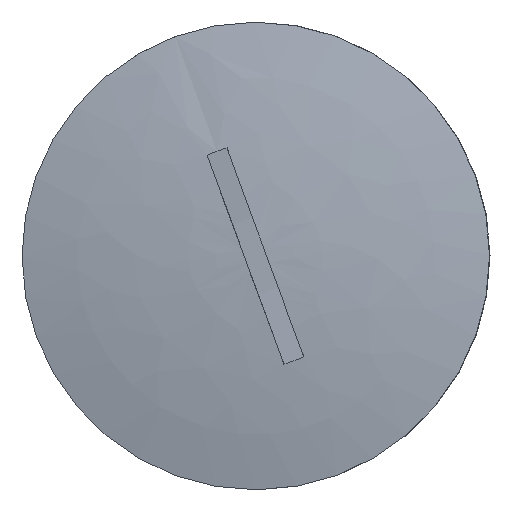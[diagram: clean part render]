
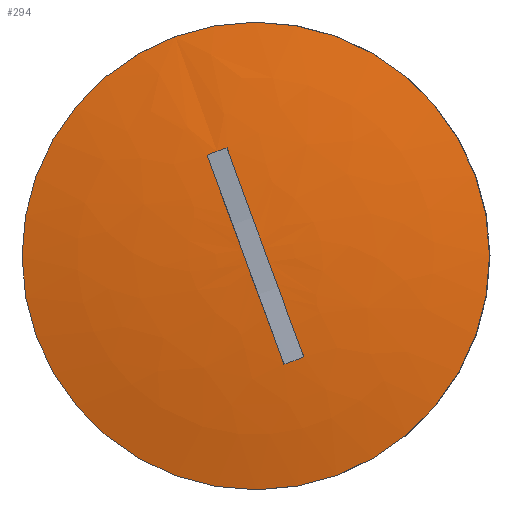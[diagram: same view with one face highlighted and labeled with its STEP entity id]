
A CAD part, left-side view. The second image highlights one B-rep face of the part: STEP entity #294.
In plain terms, the highlighted free-form (B-spline) face has degree [2, 2] with [3, 9] control points.
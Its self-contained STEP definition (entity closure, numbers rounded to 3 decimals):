
#28=(
BOUNDED_CURVE()
B_SPLINE_CURVE(2,(#1385,#1386,#1387),.UNSPECIFIED.,.F.,.F.)
B_SPLINE_CURVE_WITH_KNOTS((3,3),(1.363,1.467),
 .UNSPECIFIED.)
CURVE()
GEOMETRIC_REPRESENTATION_ITEM()
RATIONAL_B_SPLINE_CURVE((1.,0.998,0.998))
REPRESENTATION_ITEM('')
);
#29=(
BOUNDED_SURFACE()
B_SPLINE_SURFACE(2,2,((#1354,#1355,#1356,#1357,#1358,#1359,#1360,#1361,
#1362),(#1363,#1364,#1365,#1366,#1367,#1368,#1369,#1370,#1371),(#1372,#1373,
#1374,#1375,#1376,#1377,#1378,#1379,#1380)),.UNSPECIFIED.,.F.,.T.,.F.)
B_SPLINE_SURFACE_WITH_KNOTS((3,3),(3,2,2,2,3),(-1.552,-1.363),
(-3.142,-1.571,0.,1.571,3.142),
 .UNSPECIFIED.)
GEOMETRIC_REPRESENTATION_ITEM()
RATIONAL_B_SPLINE_SURFACE(((1.,0.707,1.,0.707,1.,
0.707,1.,0.707,1.),(0.996,0.704,
0.996,0.704,0.996,0.704,
0.996,0.704,0.996),(1.,0.707,
1.,0.707,1.,0.707,1.,0.707,1.)))
REPRESENTATION_ITEM('')
SURFACE()
);
#30=LINE('',#1329,#34);
#31=LINE('',#1330,#35);
#32=LINE('',#1345,#36);
#33=LINE('',#1346,#37);
#34=VECTOR('',#415,10.);
#35=VECTOR('',#416,10.);
#36=VECTOR('',#419,10.);
#37=VECTOR('',#420,10.);
#64=B_SPLINE_CURVE_WITH_KNOTS('',3,(#1318,#1319,#1320,#1321,#1322,#1323,
#1324,#1325,#1326,#1327,#1328),.UNSPECIFIED.,.F.,.F.,(4,2,3,2,4),(-1.011,
-0.519,0.,0.519,1.011),.UNSPECIFIED.);
#65=B_SPLINE_CURVE_WITH_KNOTS('',3,(#1334,#1335,#1336,#1337,#1338,#1339,
#1340,#1341,#1342,#1343,#1344),.UNSPECIFIED.,.F.,.F.,(4,2,3,2,4),(-1.011,
-0.519,0.,0.519,1.011),.UNSPECIFIED.);
#79=FACE_OUTER_BOUND('',#101,.T.);
#101=EDGE_LOOP('',(#243,#244,#245,#246,#247,#248,#249,#250,#251,#252,#253,
#254,#255,#256));
#115=CIRCLE('',#339,21.349);
#116=CIRCLE('',#340,21.349);
#118=CIRCLE('',#342,21.349);
#119=CIRCLE('',#343,21.349);
#128=CIRCLE('',#360,22.);
#129=CIRCLE('',#361,22.);
#137=VERTEX_POINT('',#472);
#138=VERTEX_POINT('',#473);
#139=VERTEX_POINT('',#475);
#140=VERTEX_POINT('',#477);
#141=VERTEX_POINT('',#479);
#142=VERTEX_POINT('',#481);
#152=VERTEX_POINT('',#1316);
#153=VERTEX_POINT('',#1317);
#154=VERTEX_POINT('',#1332);
#155=VERTEX_POINT('',#1333);
#158=VERTEX_POINT('',#1381);
#159=VERTEX_POINT('',#1382);
#166=EDGE_CURVE('',#137,#138,#115,.T.);
#167=EDGE_CURVE('',#139,#137,#116,.T.);
#169=EDGE_CURVE('',#141,#140,#118,.T.);
#170=EDGE_CURVE('',#142,#141,#119,.T.);
#185=EDGE_CURVE('',#152,#153,#64,.T.);
#186=EDGE_CURVE('',#138,#152,#30,.T.);
#187=EDGE_CURVE('',#153,#142,#31,.T.);
#188=EDGE_CURVE('',#154,#155,#65,.T.);
#189=EDGE_CURVE('',#140,#154,#32,.T.);
#190=EDGE_CURVE('',#155,#139,#33,.T.);
#193=EDGE_CURVE('',#158,#159,#128,.T.);
#194=EDGE_CURVE('',#159,#158,#129,.T.);
#195=EDGE_CURVE('',#159,#137,#28,.T.);
#243=ORIENTED_EDGE('',*,*,#193,.F.);
#244=ORIENTED_EDGE('',*,*,#194,.F.);
#245=ORIENTED_EDGE('',*,*,#195,.T.);
#246=ORIENTED_EDGE('',*,*,#166,.T.);
#247=ORIENTED_EDGE('',*,*,#186,.T.);
#248=ORIENTED_EDGE('',*,*,#185,.T.);
#249=ORIENTED_EDGE('',*,*,#187,.T.);
#250=ORIENTED_EDGE('',*,*,#170,.T.);
#251=ORIENTED_EDGE('',*,*,#169,.T.);
#252=ORIENTED_EDGE('',*,*,#189,.T.);
#253=ORIENTED_EDGE('',*,*,#188,.T.);
#254=ORIENTED_EDGE('',*,*,#190,.T.);
#255=ORIENTED_EDGE('',*,*,#167,.T.);
#256=ORIENTED_EDGE('',*,*,#195,.F.);
#294=ADVANCED_FACE('',(#79),#29,.F.);
#339=AXIS2_PLACEMENT_3D('',#474,#385,#386);
#340=AXIS2_PLACEMENT_3D('',#476,#387,#388);
#342=AXIS2_PLACEMENT_3D('',#480,#391,#392);
#343=AXIS2_PLACEMENT_3D('',#482,#393,#394);
#360=AXIS2_PLACEMENT_3D('',#1383,#431,#432);
#361=AXIS2_PLACEMENT_3D('',#1384,#433,#434);
#385=DIRECTION('center_axis',(0.994,0.,0.109));
#386=DIRECTION('ref_axis',(-0.108,-0.047,0.993));
#387=DIRECTION('center_axis',(0.994,0.,0.109));
#388=DIRECTION('ref_axis',(-0.109,0.,0.994));
#391=DIRECTION('center_axis',(0.994,0.,-0.109));
#392=DIRECTION('ref_axis',(-0.108,0.047,-0.993));
#393=DIRECTION('center_axis',(0.994,0.,-0.109));
#394=DIRECTION('ref_axis',(-0.109,0.,-0.994));
#415=DIRECTION('',(-0.104,0.,-0.995));
#416=DIRECTION('',(0.104,0.,-0.995));
#419=DIRECTION('',(-0.104,0.,0.995));
#420=DIRECTION('',(0.104,0.,0.995));
#431=DIRECTION('center_axis',(1.,0.,0.));
#432=DIRECTION('ref_axis',(0.,0.,-1.));
#433=DIRECTION('center_axis',(1.,0.,0.));
#434=DIRECTION('ref_axis',(0.,0.,-1.));
#472=CARTESIAN_POINT('',(-12.4,0.,10.5));
#473=CARTESIAN_POINT('',(-12.397,-1.,10.477));
#474=CARTESIAN_POINT('Origin',(-10.083,0.,
-10.722));
#475=CARTESIAN_POINT('',(-12.397,1.,10.477));
#476=CARTESIAN_POINT('Origin',(-10.083,0.,-10.722));
#477=CARTESIAN_POINT('',(-12.397,1.,-10.477));
#479=CARTESIAN_POINT('',(-12.4,0.,-10.5));
#480=CARTESIAN_POINT('Origin',(-10.083,0.,10.722));
#481=CARTESIAN_POINT('',(-12.397,-1.,-10.477));
#482=CARTESIAN_POINT('Origin',(-10.083,0.,10.722));
#1316=CARTESIAN_POINT('',(-12.4,-1.,10.452));
#1317=CARTESIAN_POINT('',(-12.4,-1.,-10.452));
#1318=CARTESIAN_POINT('Ctrl Pts',(-12.4,-1.,10.452));
#1319=CARTESIAN_POINT('Ctrl Pts',(-12.581,-1.,
8.716));
#1320=CARTESIAN_POINT('Ctrl Pts',(-12.718,-1.,6.994));
#1321=CARTESIAN_POINT('Ctrl Pts',(-12.919,-1.,
3.5));
#1322=CARTESIAN_POINT('Ctrl Pts',(-12.985,-1.,
1.731));
#1323=CARTESIAN_POINT('Ctrl Pts',(-12.985,-1.,
0.));
#1324=CARTESIAN_POINT('Ctrl Pts',(-12.985,-1.,-1.731));
#1325=CARTESIAN_POINT('Ctrl Pts',(-12.919,-1.,-3.5));
#1326=CARTESIAN_POINT('Ctrl Pts',(-12.718,-1.,-6.994));
#1327=CARTESIAN_POINT('Ctrl Pts',(-12.581,-1.,-8.716));
#1328=CARTESIAN_POINT('Ctrl Pts',(-12.4,-1.,-10.452));
#1329=CARTESIAN_POINT('',(-12.397,-1.,10.477));
#1330=CARTESIAN_POINT('',(-12.4,-1.,-10.452));
#1332=CARTESIAN_POINT('',(-12.4,1.,-10.452));
#1333=CARTESIAN_POINT('',(-12.4,1.,10.452));
#1334=CARTESIAN_POINT('Ctrl Pts',(-12.4,1.,-10.452));
#1335=CARTESIAN_POINT('Ctrl Pts',(-12.581,1.,-8.716));
#1336=CARTESIAN_POINT('Ctrl Pts',(-12.718,1.,-6.994));
#1337=CARTESIAN_POINT('Ctrl Pts',(-12.919,1.,-3.5));
#1338=CARTESIAN_POINT('Ctrl Pts',(-12.985,1.,-1.731));
#1339=CARTESIAN_POINT('Ctrl Pts',(-12.985,1.,0.));
#1340=CARTESIAN_POINT('Ctrl Pts',(-12.985,1.,1.731));
#1341=CARTESIAN_POINT('Ctrl Pts',(-12.919,1.,3.5));
#1342=CARTESIAN_POINT('Ctrl Pts',(-12.718,1.,6.994));
#1343=CARTESIAN_POINT('Ctrl Pts',(-12.581,1.,8.716));
#1344=CARTESIAN_POINT('Ctrl Pts',(-12.4,1.,10.452));
#1345=CARTESIAN_POINT('',(-12.397,1.,-10.477));
#1346=CARTESIAN_POINT('',(-12.4,1.,10.452));
#1354=CARTESIAN_POINT('Ctrl Pts',(-12.985,0.,1.));
#1355=CARTESIAN_POINT('Ctrl Pts',(-12.985,-1.,1.));
#1356=CARTESIAN_POINT('Ctrl Pts',(-12.985,-1.,0.));
#1357=CARTESIAN_POINT('Ctrl Pts',(-12.985,-1.,-1.));
#1358=CARTESIAN_POINT('Ctrl Pts',(-12.985,0.,-1.));
#1359=CARTESIAN_POINT('Ctrl Pts',(-12.985,1.,-1.));
#1360=CARTESIAN_POINT('Ctrl Pts',(-12.985,1.,0.));
#1361=CARTESIAN_POINT('Ctrl Pts',(-12.985,1.,1.));
#1362=CARTESIAN_POINT('Ctrl Pts',(-12.985,0.,1.));
#1363=CARTESIAN_POINT('Ctrl Pts',(-12.784,0.,11.614));
#1364=CARTESIAN_POINT('Ctrl Pts',(-12.784,-11.614,11.614));
#1365=CARTESIAN_POINT('Ctrl Pts',(-12.784,-11.614,0.));
#1366=CARTESIAN_POINT('Ctrl Pts',(-12.784,-11.614,-11.614));
#1367=CARTESIAN_POINT('Ctrl Pts',(-12.784,0.,-11.614));
#1368=CARTESIAN_POINT('Ctrl Pts',(-12.784,11.614,-11.614));
#1369=CARTESIAN_POINT('Ctrl Pts',(-12.784,11.614,0.));
#1370=CARTESIAN_POINT('Ctrl Pts',(-12.784,11.614,11.614));
#1371=CARTESIAN_POINT('Ctrl Pts',(-12.784,0.,11.614));
#1372=CARTESIAN_POINT('Ctrl Pts',(-10.59,0.,22.));
#1373=CARTESIAN_POINT('Ctrl Pts',(-10.59,-22.,22.));
#1374=CARTESIAN_POINT('Ctrl Pts',(-10.59,-22.,0.));
#1375=CARTESIAN_POINT('Ctrl Pts',(-10.59,-22.,-22.));
#1376=CARTESIAN_POINT('Ctrl Pts',(-10.59,0.,-22.));
#1377=CARTESIAN_POINT('Ctrl Pts',(-10.59,22.,-22.));
#1378=CARTESIAN_POINT('Ctrl Pts',(-10.59,22.,0.));
#1379=CARTESIAN_POINT('Ctrl Pts',(-10.59,22.,22.));
#1380=CARTESIAN_POINT('Ctrl Pts',(-10.59,0.,22.));
#1381=CARTESIAN_POINT('',(-10.59,22.,0.));
#1382=CARTESIAN_POINT('',(-10.59,0.,22.));
#1383=CARTESIAN_POINT('Origin',(-10.59,0.,0.));
#1384=CARTESIAN_POINT('Origin',(-10.59,0.,0.));
#1385=CARTESIAN_POINT('Ctrl Pts',(-10.59,0.,22.));
#1386=CARTESIAN_POINT('Ctrl Pts',(-11.794,0.,16.297));
#1387=CARTESIAN_POINT('Ctrl Pts',(-12.4,0.,10.5));
